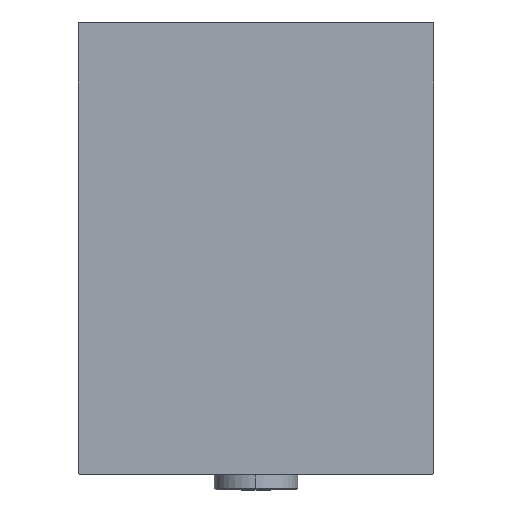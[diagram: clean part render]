
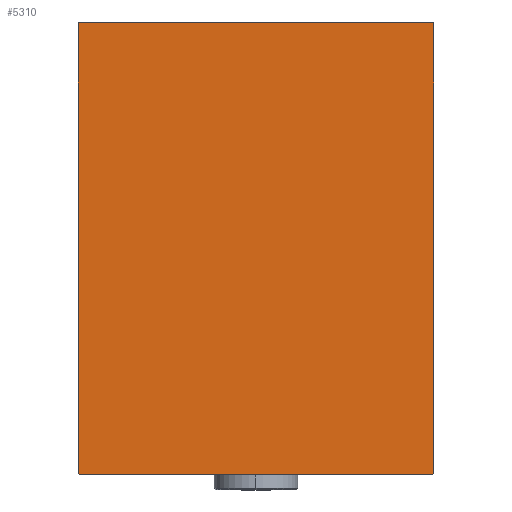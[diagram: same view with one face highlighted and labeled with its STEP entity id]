
A CAD part, left-side view. The second image highlights one B-rep face of the part: STEP entity #5310.
In plain terms, the highlighted face is planar.
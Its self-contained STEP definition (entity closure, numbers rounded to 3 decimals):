
#856 = CARTESIAN_POINT ( 'NONE',  ( 253., -54.7, -70. ) ) ;
#1614 = CARTESIAN_POINT ( 'NONE',  ( 253., 55., 69.7 ) ) ;
#3063 = VECTOR ( 'NONE', #29546, 1000. ) ;
#3485 = DIRECTION ( 'NONE',  ( 0., 0.707, 0.707 ) ) ;
#4119 = EDGE_LOOP ( 'NONE', ( #8060, #28796, #7061, #27097, #11737, #31048, #23936, #29774 ) ) ;
#4224 = EDGE_CURVE ( 'NONE', #4996, #11583, #10184, .T. ) ;
#4388 = CARTESIAN_POINT ( 'NONE',  ( 253., -62.35, -62.35 ) ) ;
#4688 = CARTESIAN_POINT ( 'NONE',  ( 253., 54.7, 70. ) ) ;
#4773 = DIRECTION ( 'NONE',  ( 0., 0., -1. ) ) ;
#4996 = VERTEX_POINT ( 'NONE', #856 ) ;
#5310 = ADVANCED_FACE ( 'NONE', ( #21840 ), #34844, .T. ) ;
#5542 = VECTOR ( 'NONE', #18944, 1000. ) ;
#5694 = CARTESIAN_POINT ( 'NONE',  ( 253., -62.35, 62.35 ) ) ;
#7061 = ORIENTED_EDGE ( 'NONE', *, *, #14145, .T. ) ;
#8060 = ORIENTED_EDGE ( 'NONE', *, *, #4224, .T. ) ;
#8575 = LINE ( 'NONE', #22273, #14219 ) ;
#9135 = CARTESIAN_POINT ( 'NONE',  ( 253., 55., -70. ) ) ;
#9192 = VERTEX_POINT ( 'NONE', #31034 ) ;
#9517 = DIRECTION ( 'NONE',  ( 0., -1., 0. ) ) ;
#9650 = VERTEX_POINT ( 'NONE', #4688 ) ;
#10184 = LINE ( 'NONE', #37533, #16709 ) ;
#11583 = VERTEX_POINT ( 'NONE', #32070 ) ;
#11737 = ORIENTED_EDGE ( 'NONE', *, *, #20528, .T. ) ;
#12451 = VECTOR ( 'NONE', #9517, 1000. ) ;
#12502 = EDGE_CURVE ( 'NONE', #39290, #9192, #35544, .T. ) ;
#13212 = DIRECTION ( 'NONE',  ( 0., 0., -1. ) ) ;
#13488 = EDGE_CURVE ( 'NONE', #23841, #9650, #8575, .T. ) ;
#13588 = CARTESIAN_POINT ( 'NONE',  ( 253., 62.35, -62.35 ) ) ;
#14145 = EDGE_CURVE ( 'NONE', #44305, #23841, #19900, .T. ) ;
#14219 = VECTOR ( 'NONE', #39063, 1000. ) ;
#14497 = LINE ( 'NONE', #4388, #38210 ) ;
#16577 = CARTESIAN_POINT ( 'NONE',  ( 253., -55., 70. ) ) ;
#16700 = VERTEX_POINT ( 'NONE', #40587 ) ;
#16709 = VECTOR ( 'NONE', #20066, 1000. ) ;
#18944 = DIRECTION ( 'NONE',  ( 0., -0.707, -0.707 ) ) ;
#19900 = LINE ( 'NONE', #9135, #3063 ) ;
#19945 = LINE ( 'NONE', #16577, #34173 ) ;
#20066 = DIRECTION ( 'NONE',  ( 0., 1., 0. ) ) ;
#20528 = EDGE_CURVE ( 'NONE', #9650, #39290, #40223, .T. ) ;
#21446 = EDGE_CURVE ( 'NONE', #16700, #4996, #14497, .T. ) ;
#21840 = FACE_OUTER_BOUND ( 'NONE', #4119, .T. ) ;
#22273 = CARTESIAN_POINT ( 'NONE',  ( 253., 62.35, 62.35 ) ) ;
#23841 = VERTEX_POINT ( 'NONE', #1614 ) ;
#23936 = ORIENTED_EDGE ( 'NONE', *, *, #35344, .T. ) ;
#25320 = AXIS2_PLACEMENT_3D ( 'NONE', #35509, #35073, #4773 ) ;
#27097 = ORIENTED_EDGE ( 'NONE', *, *, #13488, .T. ) ;
#27931 = CARTESIAN_POINT ( 'NONE',  ( 253., 55., -69.7 ) ) ;
#28796 = ORIENTED_EDGE ( 'NONE', *, *, #37941, .T. ) ;
#29495 = CARTESIAN_POINT ( 'NONE',  ( 253., 55., 70. ) ) ;
#29546 = DIRECTION ( 'NONE',  ( 0., 0., 1. ) ) ;
#29640 = CARTESIAN_POINT ( 'NONE',  ( 253., -54.7, 70. ) ) ;
#29774 = ORIENTED_EDGE ( 'NONE', *, *, #21446, .T. ) ;
#31034 = CARTESIAN_POINT ( 'NONE',  ( 253., -55., 69.7 ) ) ;
#31048 = ORIENTED_EDGE ( 'NONE', *, *, #12502, .T. ) ;
#32070 = CARTESIAN_POINT ( 'NONE',  ( 253., 54.7, -70. ) ) ;
#34173 = VECTOR ( 'NONE', #13212, 1000. ) ;
#34844 = PLANE ( 'NONE',  #25320 ) ;
#34869 = LINE ( 'NONE', #13588, #38516 ) ;
#35073 = DIRECTION ( 'NONE',  ( 1., 0., 0. ) ) ;
#35344 = EDGE_CURVE ( 'NONE', #9192, #16700, #19945, .T. ) ;
#35509 = CARTESIAN_POINT ( 'NONE',  ( 253., 0., 0. ) ) ;
#35544 = LINE ( 'NONE', #5694, #5542 ) ;
#37533 = CARTESIAN_POINT ( 'NONE',  ( 253., -55., -70. ) ) ;
#37941 = EDGE_CURVE ( 'NONE', #11583, #44305, #34869, .T. ) ;
#38210 = VECTOR ( 'NONE', #39350, 1000. ) ;
#38516 = VECTOR ( 'NONE', #3485, 1000. ) ;
#39063 = DIRECTION ( 'NONE',  ( 0., -0.707, 0.707 ) ) ;
#39290 = VERTEX_POINT ( 'NONE', #29640 ) ;
#39350 = DIRECTION ( 'NONE',  ( 0., 0.707, -0.707 ) ) ;
#40223 = LINE ( 'NONE', #29495, #12451 ) ;
#40587 = CARTESIAN_POINT ( 'NONE',  ( 253., -55., -69.7 ) ) ;
#44305 = VERTEX_POINT ( 'NONE', #27931 ) ;
